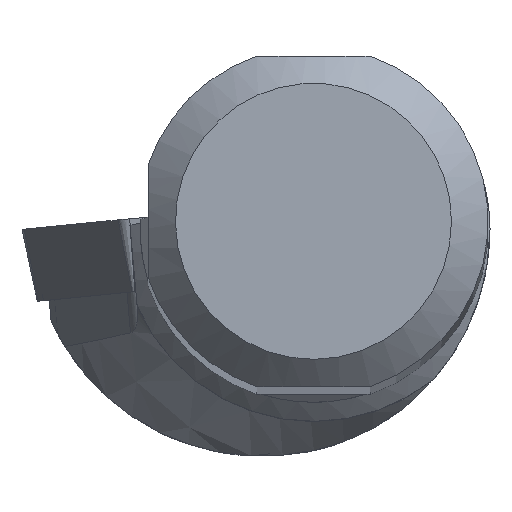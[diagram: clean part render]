
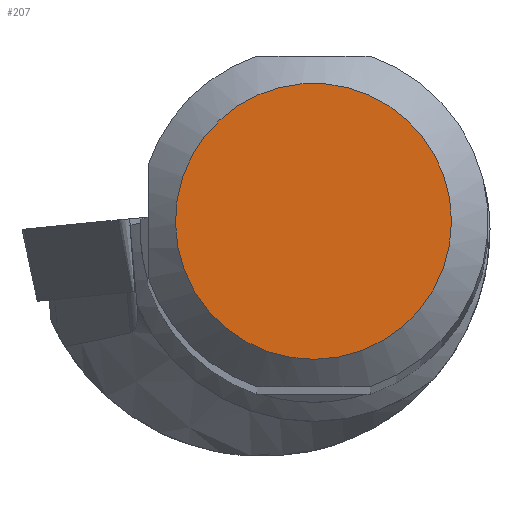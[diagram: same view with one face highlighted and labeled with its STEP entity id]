
A CAD part, top view. The second image highlights one B-rep face of the part: STEP entity #207.
In plain terms, the highlighted planar face has unit normal (0, 0, 1).
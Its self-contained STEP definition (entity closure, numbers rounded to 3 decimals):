
#158=FACE_OUTER_BOUND('',#419,.T.);
#207=ADVANCED_FACE('CU_SU_BP3',(#158),#240,.T.);
#240=PLANE('',#1142);
#419=EDGE_LOOP('',(#610));
#610=ORIENTED_EDGE('',*,*,#911,.T.);
#796=VERTEX_POINT('',#1929);
#911=EDGE_CURVE('',#796,#796,#966,.T.);
#966=CIRCLE('',#1141,7.516);
#1141=AXIS2_PLACEMENT_3D('',#1928,#1371,#1372);
#1142=AXIS2_PLACEMENT_3D('',#1930,#1373,#1374);
#1371=DIRECTION('',(0.,0.,1.));
#1372=DIRECTION('',(1.,0.,0.));
#1373=DIRECTION('',(0.,0.,1.));
#1374=DIRECTION('',(1.,0.,0.));
#1928=CARTESIAN_POINT('',(0.,0.,0.));
#1929=CARTESIAN_POINT('',(7.516,0.,0.));
#1930=CARTESIAN_POINT('',(0.,0.,
0.));
